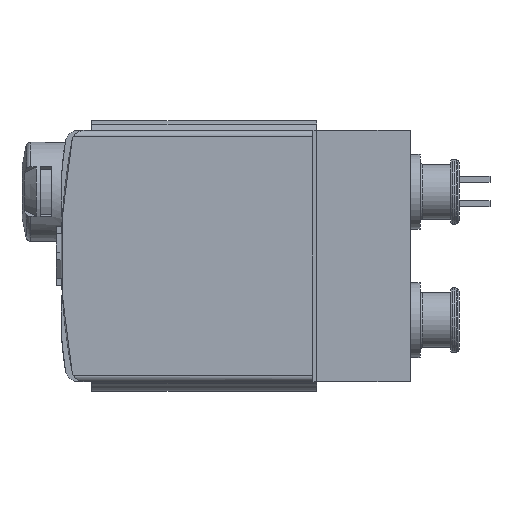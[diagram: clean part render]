
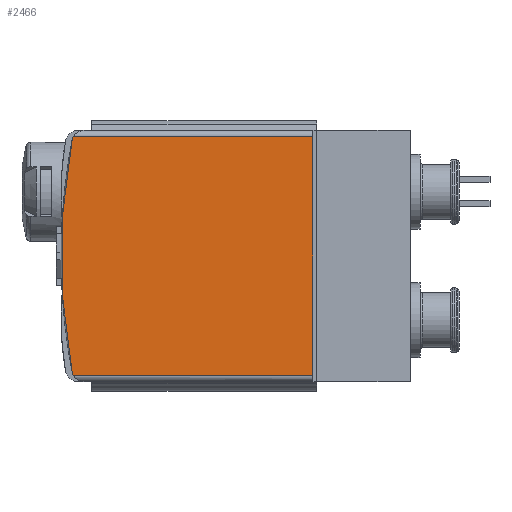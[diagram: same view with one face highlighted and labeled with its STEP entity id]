
A CAD part, left-side view. The second image highlights one B-rep face of the part: STEP entity #2466.
In plain terms, the highlighted planar face has unit normal (-1, 0, 0).
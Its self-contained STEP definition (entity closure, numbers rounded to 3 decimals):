
#35=PLANE('',#2679);
#186=LINE('',#3922,#402);
#188=LINE('',#3925,#404);
#189=LINE('',#3927,#405);
#402=VECTOR('',#3070,1000.);
#404=VECTOR('',#3074,1000.);
#405=VECTOR('',#3075,1000.);
#575=CIRCLE('',#2627,50.);
#610=CIRCLE('',#2676,1.);
#612=CIRCLE('',#2680,1.);
#805=ORIENTED_EDGE('',*,*,#1507,.F.);
#806=ORIENTED_EDGE('',*,*,#1508,.F.);
#807=ORIENTED_EDGE('',*,*,#1509,.F.);
#808=ORIENTED_EDGE('',*,*,#1416,.F.);
#809=ORIENTED_EDGE('',*,*,#1503,.F.);
#810=ORIENTED_EDGE('',*,*,#1505,.T.);
#1416=EDGE_CURVE('',#1771,#1772,#575,.T.);
#1503=EDGE_CURVE('',#1852,#1771,#610,.T.);
#1505=EDGE_CURVE('',#1852,#1853,#186,.T.);
#1507=EDGE_CURVE('',#1855,#1853,#188,.T.);
#1508=EDGE_CURVE('',#1856,#1855,#189,.T.);
#1509=EDGE_CURVE('',#1772,#1856,#612,.T.);
#1771=VERTEX_POINT('',#3724);
#1772=VERTEX_POINT('',#3726);
#1852=VERTEX_POINT('',#3916);
#1853=VERTEX_POINT('',#3920);
#1855=VERTEX_POINT('',#3926);
#1856=VERTEX_POINT('',#3928);
#2036=EDGE_LOOP('',(#805,#806,#807,#808,#809,#810));
#2235=FACE_BOUND('',#2036,.T.);
#2466=ADVANCED_FACE('',(#2235),#35,.F.);
#2627=AXIS2_PLACEMENT_3D('',#3725,#2920,#2921);
#2676=AXIS2_PLACEMENT_3D('',#3917,#3064,#3065);
#2679=AXIS2_PLACEMENT_3D('',#3924,#3072,#3073);
#2680=AXIS2_PLACEMENT_3D('',#3929,#3076,#3077);
#2920=DIRECTION('',(1.,0.,0.));
#2921=DIRECTION('',(0.,0.,-1.));
#3064=DIRECTION('',(1.,0.,0.));
#3065=DIRECTION('',(0.,0.,-1.));
#3070=DIRECTION('',(0.,-1.,0.));
#3072=DIRECTION('',(1.,0.,0.));
#3073=DIRECTION('',(0.,0.,-1.));
#3074=DIRECTION('',(0.,0.,-1.));
#3075=DIRECTION('',(0.,-1.,0.));
#3076=DIRECTION('',(1.,0.,0.));
#3077=DIRECTION('',(0.,0.,-1.));
#3724=CARTESIAN_POINT('',(0.,19.951,-9.439));
#3725=CARTESIAN_POINT('',(0.,-29.15,0.));
#3726=CARTESIAN_POINT('',(0.,19.951,9.439));
#3916=CARTESIAN_POINT('',(0.,19.835,-9.75));
#3917=CARTESIAN_POINT('',(0.,18.969,-9.25));
#3920=CARTESIAN_POINT('',(0.,0.3,-9.75));
#3922=CARTESIAN_POINT('',(0.,23.,-9.75));
#3924=CARTESIAN_POINT('',(0.,23.,-9.75));
#3925=CARTESIAN_POINT('',(0.,0.3,-9.75));
#3926=CARTESIAN_POINT('',(0.,0.3,9.75));
#3927=CARTESIAN_POINT('',(0.,23.,9.75));
#3928=CARTESIAN_POINT('',(0.,19.835,9.75));
#3929=CARTESIAN_POINT('',(0.,18.969,9.25));
